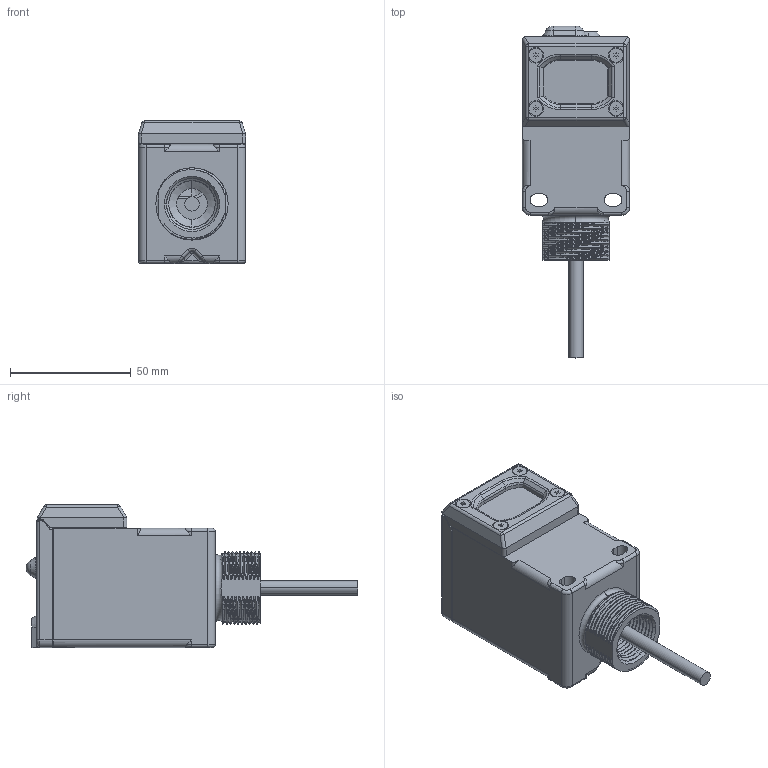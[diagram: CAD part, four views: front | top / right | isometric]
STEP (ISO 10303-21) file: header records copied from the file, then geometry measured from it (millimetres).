
FILE_DESCRIPTION((''),'2;1');
FILE_NAME('193162_ASM','2016-07-13T',('PDMAdmin'),(''),'PRO/ENGINEER BY PARAMETRIC TECHNOLOGY CORPORATION, 2016010','PRO/ENGINEER BY PARAMETRIC TECHNOLOGY CORPORATION, 2016010','');
FILE_SCHEMA(('CONFIG_CONTROL_DESIGN'));
Products named in the file (10): 157627; 153158; 14840; 35813; 160408_ASM; 09459; 14894; 34975; 51294; 193162_ASM
Assembly tree (12 placements, depth 3):
  193162_ASM
    157627
    160408_ASM
      153158
      14840
      35813
    09459
    14894
    34975
    51294  x4
Bounding box: 44.45 x 137.71 x 59.36 mm (x, y, z)
Volume: 76607.1 mm3; surface area: 51609 mm2
Topology: 11 solids, 11 shells, 984 faces, 2468 edges, 1517 vertices
Faces by surface type: plane 363, cylinder 330, bspline 122, cone 68, torus 64, sphere 37
Entity records: 44007 total; most frequent: CARTESIAN_POINT 22489, ORIENTED_EDGE 4604, DIRECTION 4200, EDGE_CURVE 2302, AXIS2_PLACEMENT_3D 1480, VERTEX_POINT 1421, VECTOR 1240, LINE 1240
